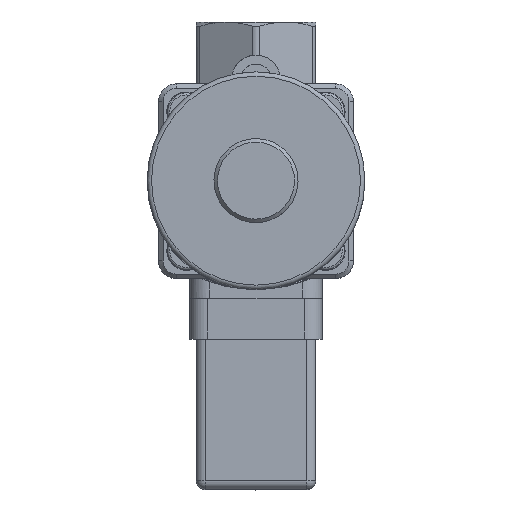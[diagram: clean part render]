
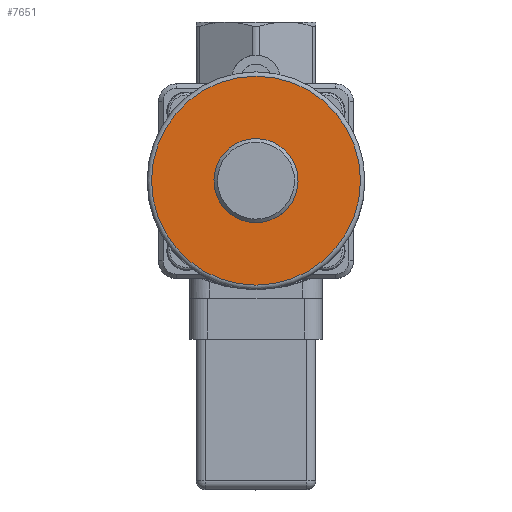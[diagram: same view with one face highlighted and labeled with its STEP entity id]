
A CAD part, top view. The second image highlights one B-rep face of the part: STEP entity #7651.
In plain terms, the highlighted planar face has unit normal (0, 0, 1).
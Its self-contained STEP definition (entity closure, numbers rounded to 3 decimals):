
#1523=FACE_BOUND('',#2233,.T.);
#1726=FACE_OUTER_BOUND('',#2232,.T.);
#2232=EDGE_LOOP('',(#5675));
#2233=EDGE_LOOP('',(#5676));
#2773=CIRCLE('',#8238,23.6);
#2774=CIRCLE('',#8239,8.7);
#3303=VERTEX_POINT('',#17236);
#3304=VERTEX_POINT('',#17238);
#4172=EDGE_CURVE('',#3303,#3303,#2773,.T.);
#4173=EDGE_CURVE('',#3304,#3304,#2774,.T.);
#5675=ORIENTED_EDGE('',*,*,#4172,.F.);
#5676=ORIENTED_EDGE('',*,*,#4173,.F.);
#7389=PLANE('',#8237);
#7651=ADVANCED_FACE('',(#1726,#1523),#7389,.T.);
#8237=AXIS2_PLACEMENT_3D('',#17235,#9549,#9550);
#8238=AXIS2_PLACEMENT_3D('',#17237,#9551,#9552);
#8239=AXIS2_PLACEMENT_3D('',#17239,#9553,#9554);
#9549=DIRECTION('center_axis',(0.,0.,
1.));
#9550=DIRECTION('ref_axis',(1.,0.,0.));
#9551=DIRECTION('center_axis',(0.,0.,
-1.));
#9552=DIRECTION('ref_axis',(0.,1.,0.));
#9553=DIRECTION('center_axis',(0.,0.,
1.));
#9554=DIRECTION('ref_axis',(0.988,0.158,0.));
#17235=CARTESIAN_POINT('Origin',(0.,12.325,95.7));
#17236=CARTESIAN_POINT('',(0.,21.1,95.7));
#17237=CARTESIAN_POINT('Origin',(0.,-2.5,
95.7));
#17238=CARTESIAN_POINT('',(-8.591,-3.87,95.7));
#17239=CARTESIAN_POINT('Origin',(0.,-2.5,
95.7));
